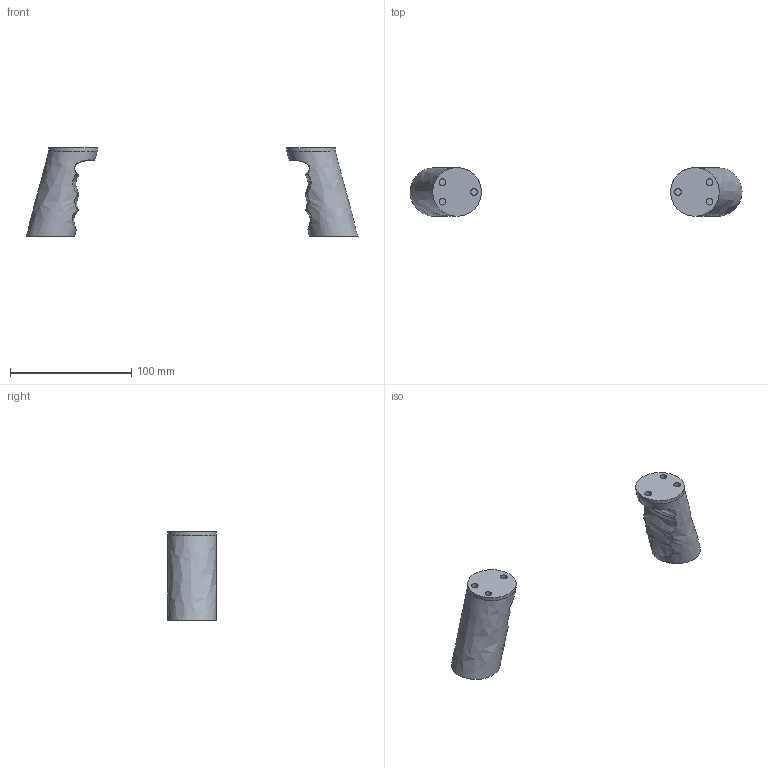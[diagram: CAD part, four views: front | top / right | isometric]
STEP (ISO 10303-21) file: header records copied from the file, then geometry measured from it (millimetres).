
FILE_DESCRIPTION(/* description */ (''),/* implementation_level */ '2;1');
FILE_NAME(/* name */ '001_Handles.step',/* time_stamp */ '2025-11-22T19:18:40+01:00',/* author */ (''),/* organization */ (''),/* preprocessor_version */ 'ST-DEVELOPER v20.1',/* originating_system */ 'Autodesk Translation Framework v14.21.0.0',/* authorisation */ '');
FILE_SCHEMA (('AUTOMOTIVE_DESIGN { 1 0 10303 214 3 1 1 }'));
Length unit declared in the file: millimetre
Products named in the file (2): 2025-11-22-13-08-26-856; 2025-11-22-13-08-26-857
Assembly tree (1 placements, depth 2):
  2025-11-22-13-08-26-856
    2025-11-22-13-08-26-857
Bounding box: 273.5 x 40 x 73 mm (x, y, z)
Volume: 160715.1 mm3; surface area: 24312.1 mm2
Topology: 2 solids, 2 shells, 36 faces, 82 edges, 56 vertices
Faces by surface type: bspline 18, plane 10, cylinder 8
Full cylindrical faces by diameter (mm): 5.6 x6, 40 x2
Entity records: 2090 total; most frequent: CARTESIAN_POINT 1306, ORIENTED_EDGE 164, DIRECTION 124, EDGE_CURVE 82, VERTEX_POINT 56, AXIS2_PLACEMENT_3D 55, EDGE_LOOP 42, FACE_OUTER_BOUND 36
